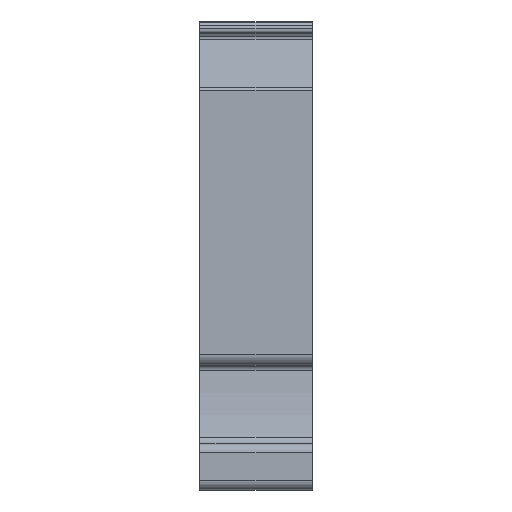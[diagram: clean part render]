
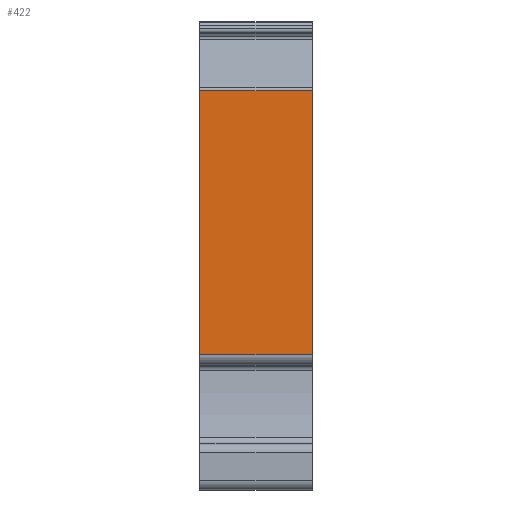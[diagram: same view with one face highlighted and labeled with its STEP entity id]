
A CAD part, left-side view. The second image highlights one B-rep face of the part: STEP entity #422.
In plain terms, the highlighted planar face has unit normal (-1, 0, 0).
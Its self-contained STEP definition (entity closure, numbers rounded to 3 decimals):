
#422 = ADVANCED_FACE( '', ( #850 ), #851, .T. );
#850 = FACE_OUTER_BOUND( '', #1276, .T. );
#851 = PLANE( '', #1277 );
#1276 = EDGE_LOOP( '', ( #2577, #2578, #2579, #2580 ) );
#1277 = AXIS2_PLACEMENT_3D( '', #2581, #2582, #2583 );
#2577 = ORIENTED_EDGE( '', *, *, #2881, .T. );
#2578 = ORIENTED_EDGE( '', *, *, #2832, .F. );
#2579 = ORIENTED_EDGE( '', *, *, #3162, .T. );
#2580 = ORIENTED_EDGE( '', *, *, #3072, .T. );
#2581 = CARTESIAN_POINT( '', ( -40.3, -6.1, -14.47 ) );
#2582 = DIRECTION( '', ( -1., 0., 0. ) );
#2583 = DIRECTION( '', ( 0., 0., 1. ) );
#2832 = EDGE_CURVE( '', #3501, #3503, #3504, .T. );
#2881 = EDGE_CURVE( '', #3591, #3503, #3592, .T. );
#3072 = EDGE_CURVE( '', #3850, #3591, #3851, .T. );
#3162 = EDGE_CURVE( '', #3501, #3850, #3957, .T. );
#3501 = VERTEX_POINT( '', #4420 );
#3503 = VERTEX_POINT( '', #4422 );
#3504 = LINE( '', #4423, #4424 );
#3591 = VERTEX_POINT( '', #4538 );
#3592 = LINE( '', #4539, #4540 );
#3850 = VERTEX_POINT( '', #4904 );
#3851 = LINE( '', #4905, #4906 );
#3957 = LINE( '', #5050, #5051 );
#4420 = CARTESIAN_POINT( '', ( -40.3, -6.1, 14.043 ) );
#4422 = CARTESIAN_POINT( '', ( -40.3, -6.1, -14.47 ) );
#4423 = CARTESIAN_POINT( '', ( -40.3, -6.1, -10.849 ) );
#4424 = VECTOR( '', #5299, 1000. );
#4538 = CARTESIAN_POINT( '', ( -40.3, 6.1, -14.47 ) );
#4539 = CARTESIAN_POINT( '', ( -40.3, -6.1, -14.47 ) );
#4540 = VECTOR( '', #5387, 1000. );
#4904 = CARTESIAN_POINT( '', ( -40.3, 6.1, 14.043 ) );
#4905 = CARTESIAN_POINT( '', ( -40.3, 6.1, -14.47 ) );
#4906 = VECTOR( '', #5571, 1000. );
#5050 = CARTESIAN_POINT( '', ( -40.3, -6.1, 14.043 ) );
#5051 = VECTOR( '', #5649, 1000. );
#5299 = DIRECTION( '', ( 0., 0., -1. ) );
#5387 = DIRECTION( '', ( 0., -1., 0. ) );
#5571 = DIRECTION( '', ( 0., 0., -1. ) );
#5649 = DIRECTION( '', ( 0., 1., 0. ) );
